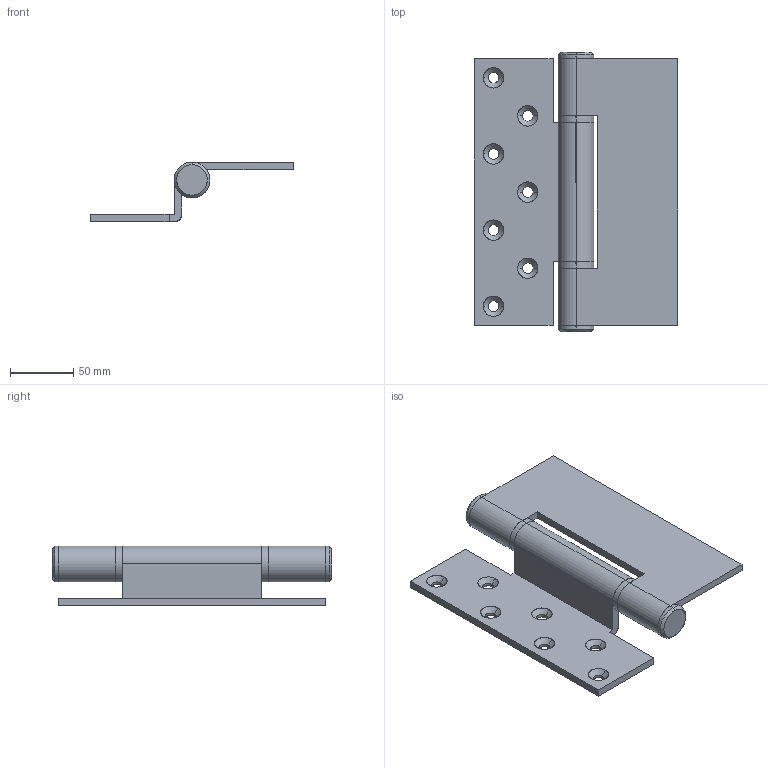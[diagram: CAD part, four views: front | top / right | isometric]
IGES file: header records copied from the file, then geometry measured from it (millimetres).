
Start section: SolidWorks IGES file using analytic representation for surfaces
Global section: file name: B-1328-2.IGS,15; native system: HSolidWorks 2007; preprocessor: SolidWorks 2007; author: 8sw; date: 081226.162300; units: millimetre
Bounding box: 160 x 220 x 47.05 mm (x, y, z)
Surface area: 110972.8 mm2 (no closed solid volume)
Topology: 0 solids, 0 shells, 87 faces, 1922 edges, 1922 vertices
Faces by surface type: revolution 60, bspline 27
